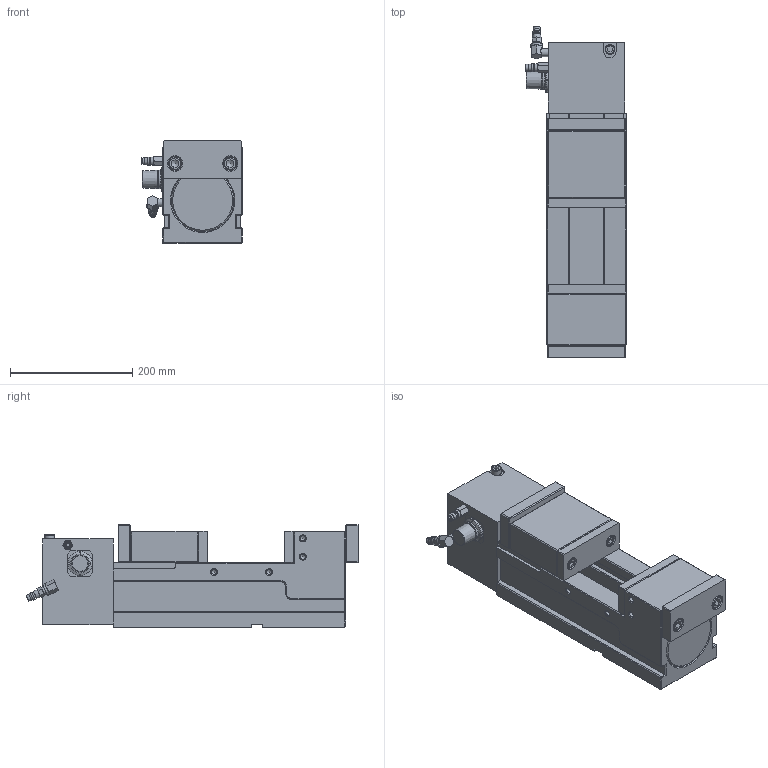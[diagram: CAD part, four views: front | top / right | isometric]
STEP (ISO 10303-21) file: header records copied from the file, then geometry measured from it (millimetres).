
FILE_DESCRIPTION(/* description */ (''),/* implementation_level */ '2;1');
FILE_NAME(/* name */ '1AMP150GA0101.stp',/* time_stamp */ '2019-06-13T16:00:38+08:00',/* author */ ('AUTOWELL002'),/* organization */ (''),/* preprocessor_version */ 'ST-DEVELOPER v17',/* originating_system */ 'Autodesk Inventor 2019',/* authorisation */ '');
FILE_SCHEMA (('CONFIG_CONTROL_DESIGN'));
Length unit declared in the file: millimetre
Products named in the file (15): 1AMP150GA0101; 3AMP510101; AMP125活塞組; 3AMP530101; AMP125控制組; 3AMP540101; 零件21; 調整旋鈕; 零件16; 3AMP540201; 3AMP540301; ANSI B18.3.1M - M10x1.5 x 25(2); 轉接頭; 快速接頭; ANSI B18.3.1M - M14x2 x 30(1)
Assembly tree (21 placements, depth 2):
  1AMP150GA0101
    3AMP510101
    AMP125活塞組
    3AMP530101
    AMP125控制組
    3AMP540101  x2
    零件21
    調整旋鈕
    零件16
    3AMP540201
    3AMP540301
    ANSI B18.3.1M - M10x1.5 x 25(2)  x4
    轉接頭
    快速接頭
    ANSI B18.3.1M - M14x2 x 30(1)  x4
Bounding box: 164.85 x 542.34 x 167 mm (x, y, z)
Volume: 7386421.1 mm3; surface area: 654127.1 mm2
Topology: 21 solids, 21 shells, 649 faces, 1656 edges, 1088 vertices
Faces by surface type: plane 400, cylinder 116, cone 106, torus 26, bspline 1
Full cylindrical faces by diameter (mm): 4.917 x8, 5.6 x1, 6 x2, 8.376 x12, 8.566 x4, 8.9 x1, 10 x5, 10.106 x1, 11 x3, 11.1 x1, 11.835 x4, 12 x4, 12.5 x1, 13 x7, 13.5 x1, 14 x4, 15 x4, 16 x5, 17 x4, 18 x4, 20 x1, 21 x4, 22 x5, 27 x1, 30 x3, 40.5 x1, 41.6 x1, 46 x1, 102 x2
Entity records: 16799 total; most frequent: CARTESIAN_POINT 3109, DIRECTION 2817, ORIENTED_EDGE 2642, EDGE_CURVE 1321, AXIS2_PLACEMENT_3D 990, VERTEX_POINT 878, LINE 837, VECTOR 837
